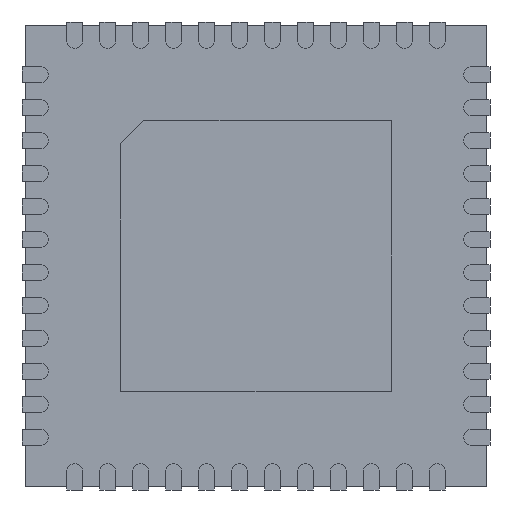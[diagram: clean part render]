
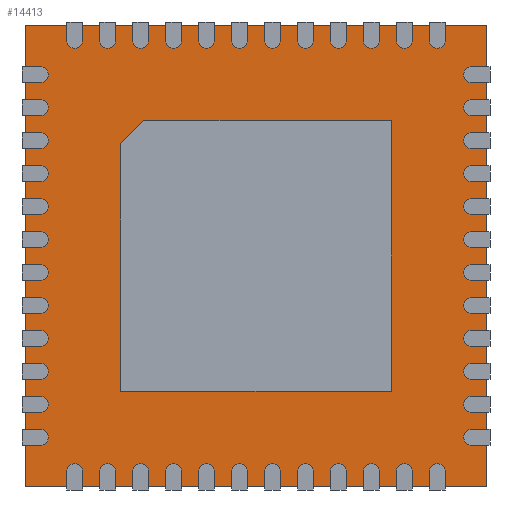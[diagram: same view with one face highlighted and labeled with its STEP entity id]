
A CAD part, front view. The second image highlights one B-rep face of the part: STEP entity #14413.
In plain terms, the highlighted planar face has unit normal (0, -1, 0).
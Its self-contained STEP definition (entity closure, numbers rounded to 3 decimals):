
#14214 = CARTESIAN_POINT ( 'NONE',  ( -3.5, 0.05, -3.5 ) ) ;
#14215 = VERTEX_POINT ( 'NONE', #14214 ) ;
#14216 = CARTESIAN_POINT ( 'NONE',  ( -3.5, 0.05, 3.5 ) ) ;
#14217 = VERTEX_POINT ( 'NONE', #14216 ) ;
#14218 = CARTESIAN_POINT ( 'NONE',  ( -3.5, 0.05, 3.5 ) ) ;
#14219 = DIRECTION ( 'NONE',  ( 0., 0., 1. ) ) ;
#14220 = VECTOR ( 'NONE', #14219, 1000. ) ;
#14221 = LINE ( 'NONE', #14218, #14220 ) ;
#14222 = EDGE_CURVE ( 'NONE', #14215, #14217, #14221, .T. ) ;
#14254 = CARTESIAN_POINT ( 'NONE',  ( 3.5, 0.05, 3.5 ) ) ;
#14255 = VERTEX_POINT ( 'NONE', #14254 ) ;
#14256 = CARTESIAN_POINT ( 'NONE',  ( 3.5, 0.05, 3.5 ) ) ;
#14257 = DIRECTION ( 'NONE',  ( 1., 0., 0. ) ) ;
#14258 = VECTOR ( 'NONE', #14257, 1000. ) ;
#14259 = LINE ( 'NONE', #14256, #14258 ) ;
#14260 = EDGE_CURVE ( 'NONE', #14217, #14255, #14259, .T. ) ;
#14285 = CARTESIAN_POINT ( 'NONE',  ( 3.5, 0.05, -3.5 ) ) ;
#14286 = VERTEX_POINT ( 'NONE', #14285 ) ;
#14287 = CARTESIAN_POINT ( 'NONE',  ( 3.5, 0.05, 3.5 ) ) ;
#14288 = DIRECTION ( 'NONE',  ( 0., 0., -1. ) ) ;
#14289 = VECTOR ( 'NONE', #14288, 1000. ) ;
#14290 = LINE ( 'NONE', #14287, #14289 ) ;
#14291 = EDGE_CURVE ( 'NONE', #14255, #14286, #14290, .T. ) ;
#14316 = CARTESIAN_POINT ( 'NONE',  ( 3.5, 0.05, -3.5 ) ) ;
#14317 = DIRECTION ( 'NONE',  ( -1., 0., 0. ) ) ;
#14318 = VECTOR ( 'NONE', #14317, 1000. ) ;
#14319 = LINE ( 'NONE', #14316, #14318 ) ;
#14320 = EDGE_CURVE ( 'NONE', #14286, #14215, #14319, .T. ) ;
#14360 = CARTESIAN_POINT ( 'NONE',  ( 2.05, 0.05, -2.05 ) ) ;
#14361 = VERTEX_POINT ( 'NONE', #14360 ) ;
#14362 = CARTESIAN_POINT ( 'NONE',  ( 2.05, 0.05, 2.05 ) ) ;
#14363 = VERTEX_POINT ( 'NONE', #14362 ) ;
#14364 = CARTESIAN_POINT ( 'NONE',  ( 2.05, 0.05, -2.05 ) ) ;
#14365 = DIRECTION ( 'NONE',  ( 0., 0., 1. ) ) ;
#14366 = VECTOR ( 'NONE', #14365, 1000. ) ;
#14367 = LINE ( 'NONE', #14364, #14366 ) ;
#14368 = EDGE_CURVE ( 'NONE', #14361, #14363, #14367, .T. ) ;
#14369 = ORIENTED_EDGE ( 'NONE', *, *, #14368, .F. ) ;
#14370 = CARTESIAN_POINT ( 'NONE',  ( -2.05, 0.05, -2.05 ) ) ;
#14371 = VERTEX_POINT ( 'NONE', #14370 ) ;
#14372 = CARTESIAN_POINT ( 'NONE',  ( -2.05, 0.05, -2.05 ) ) ;
#14373 = DIRECTION ( 'NONE',  ( 1., 0., 0. ) ) ;
#14374 = VECTOR ( 'NONE', #14373, 1000. ) ;
#14375 = LINE ( 'NONE', #14372, #14374 ) ;
#14376 = EDGE_CURVE ( 'NONE', #14371, #14361, #14375, .T. ) ;
#14377 = ORIENTED_EDGE ( 'NONE', *, *, #14376, .F. ) ;
#14378 = CARTESIAN_POINT ( 'NONE',  ( -2.05, 0.05, 1.7 ) ) ;
#14379 = VERTEX_POINT ( 'NONE', #14378 ) ;
#14380 = CARTESIAN_POINT ( 'NONE',  ( -2.05, 0.05, -2.05 ) ) ;
#14381 = DIRECTION ( 'NONE',  ( 0., 0., -1. ) ) ;
#14382 = VECTOR ( 'NONE', #14381, 1000. ) ;
#14383 = LINE ( 'NONE', #14380, #14382 ) ;
#14384 = EDGE_CURVE ( 'NONE', #14379, #14371, #14383, .T. ) ;
#14385 = ORIENTED_EDGE ( 'NONE', *, *, #14384, .F. ) ;
#14386 = CARTESIAN_POINT ( 'NONE',  ( -1.7, 0.05, 2.05 ) ) ;
#14387 = VERTEX_POINT ( 'NONE', #14386 ) ;
#14388 = CARTESIAN_POINT ( 'NONE',  ( -2.05, 0.05, 1.7 ) ) ;
#14389 = DIRECTION ( 'NONE',  ( 0.707, 0., 0.707 ) ) ;
#14390 = VECTOR ( 'NONE', #14389, 1000. ) ;
#14391 = LINE ( 'NONE', #14388, #14390 ) ;
#14392 = EDGE_CURVE ( 'NONE', #14379, #14387, #14391, .T. ) ;
#14393 = ORIENTED_EDGE ( 'NONE', *, *, #14392, .T. ) ;
#14394 = CARTESIAN_POINT ( 'NONE',  ( -2.05, 0.05, 2.05 ) ) ;
#14395 = DIRECTION ( 'NONE',  ( -1., 0., 0. ) ) ;
#14396 = VECTOR ( 'NONE', #14395, 1000. ) ;
#14397 = LINE ( 'NONE', #14394, #14396 ) ;
#14398 = EDGE_CURVE ( 'NONE', #14363, #14387, #14397, .T. ) ;
#14399 = ORIENTED_EDGE ( 'NONE', *, *, #14398, .F. ) ;
#14400 = EDGE_LOOP ( 'NONE', ( #14369, #14377, #14385, #14393, #14399 ) ) ;
#14401 = FACE_BOUND ( 'NONE', #14400, .T. ) ;
#14402 = ORIENTED_EDGE ( 'NONE', *, *, #14222, .F. ) ;
#14403 = ORIENTED_EDGE ( 'NONE', *, *, #14320, .F. ) ;
#14404 = ORIENTED_EDGE ( 'NONE', *, *, #14291, .F. ) ;
#14405 = ORIENTED_EDGE ( 'NONE', *, *, #14260, .F. ) ;
#14406 = EDGE_LOOP ( 'NONE', ( #14402, #14403, #14404, #14405 ) ) ;
#14407 = FACE_OUTER_BOUND ( 'NONE', #14406, .T. ) ;
#14408 = CARTESIAN_POINT ( 'NONE',  ( 0., 0.05, 0. ) ) ;
#14409 = DIRECTION ( 'NONE',  ( 0., 1., 0. ) ) ;
#14410 = DIRECTION ( 'NONE',  ( 0., 0., 1. ) ) ;
#14411 = AXIS2_PLACEMENT_3D ( 'NONE', #14408, #14409, #14410 ) ;
#14412 = PLANE ( 'NONE', #14411 ) ;
#14413 = ADVANCED_FACE ( 'NONE', ( #14401, #14407 ), #14412, .F. ) ;
